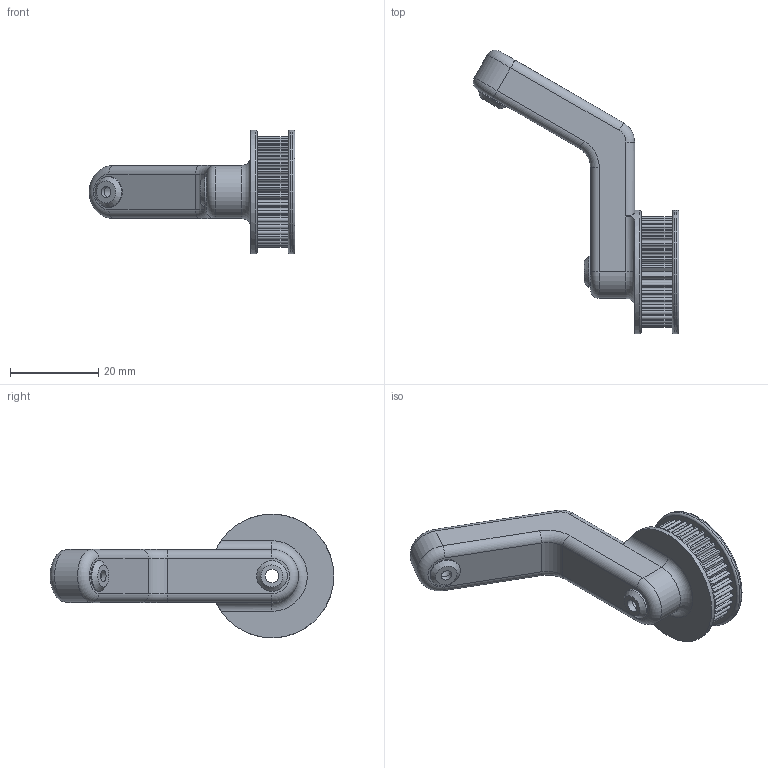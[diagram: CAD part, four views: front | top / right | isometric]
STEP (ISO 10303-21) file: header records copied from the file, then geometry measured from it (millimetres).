
FILE_DESCRIPTION(/* description */ (''),/* implementation_level */ '2;1');
FILE_NAME(/* name */ 'Link1.stp',/* time_stamp */ '2022-08-07T14:56:13+03:00',/* author */ ('zreik'),/* organization */ (''),/* preprocessor_version */ 'ST-DEVELOPER v17',/* originating_system */ 'Autodesk Inventor 2019',/* authorisation */ '');
FILE_SCHEMA (('AUTOMOTIVE_DESIGN { 1 0 10303 214 3 1 1 }'));
Length unit declared in the file: millimetre
Products named in the file (1): Link1
Bounding box: 46.55 x 64.18 x 28 mm (x, y, z)
Volume: 12671.7 mm3; surface area: 5408.8 mm2
Topology: 1 solids, 1 shells, 250 faces, 711 edges, 470 vertices
Faces by surface type: cylinder 183, plane 54, torus 11, cone 2
Full cylindrical faces by diameter (mm): 2.5 x1, 3 x2, 3.5 x2, 7 x2, 28 x2
Entity records: 8405 total; most frequent: DIRECTION 1600, CARTESIAN_POINT 1468, ORIENTED_EDGE 1422, EDGE_CURVE 711, AXIS2_PLACEMENT_3D 642, VERTEX_POINT 470, CIRCLE 391, LINE 316
